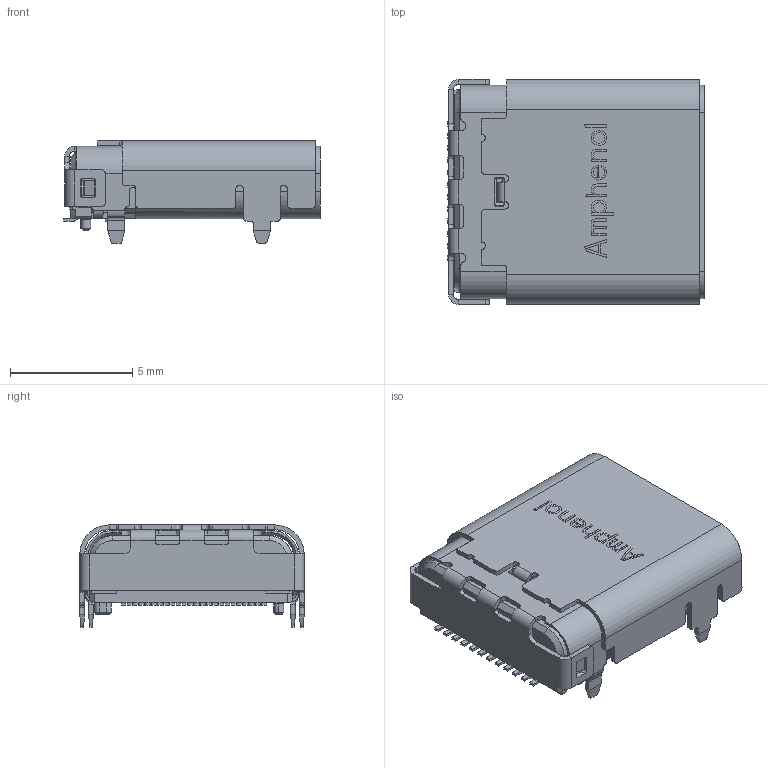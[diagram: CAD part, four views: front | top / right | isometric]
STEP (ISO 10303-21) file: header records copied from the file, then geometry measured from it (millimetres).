
FILE_DESCRIPTION((''),'2;1');
FILE_NAME('C12401849','2018-07-13T',('weison.lu'),(''),'PRO/ENGINEER BY PARAMETRIC TECHNOLOGY CORPORATION, 2011490','PRO/ENGINEER BY PARAMETRIC TECHNOLOGY CORPORATION, 2011490','');
FILE_SCHEMA(('CONFIG_CONTROL_DESIGN'));
Products named in the file (1): C12401849
Bounding box: 10.49 x 9.2 x 4.18 mm (x, y, z)
Volume: 158.9 mm3; surface area: 927.8 mm2
Topology: 2 solids, 71 shells, 2320 faces, 6276 edges, 4078 vertices
Faces by surface type: plane 1844, cylinder 357, cone 80, torus 16, sphere 14, bspline 5, extrusion 4
Entity records: 72784 total; most frequent: CARTESIAN_POINT 13949, ORIENTED_EDGE 12528, DIRECTION 11648, EDGE_CURVE 6264, VECTOR 5140, LINE 5136, VERTEX_POINT 4078, AXIS2_PLACEMENT_3D 3254
